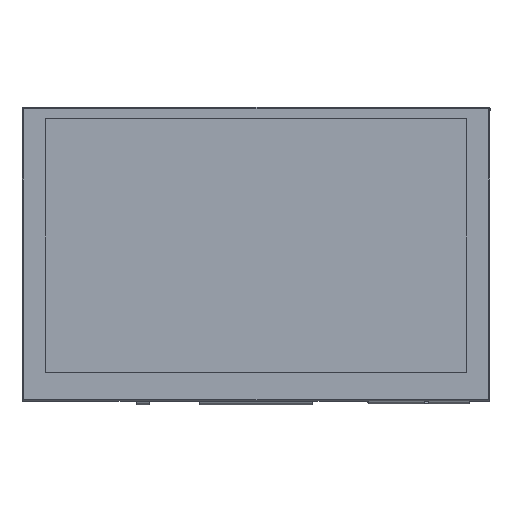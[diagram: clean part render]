
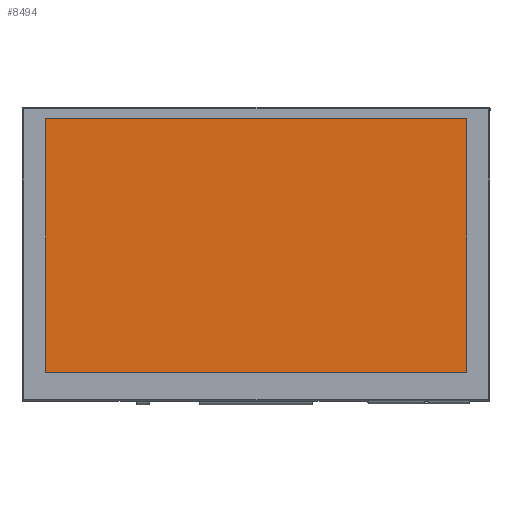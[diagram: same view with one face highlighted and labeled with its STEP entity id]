
A CAD part, top view. The second image highlights one B-rep face of the part: STEP entity #8494.
In plain terms, the highlighted planar face has unit normal (0, 0, 1).
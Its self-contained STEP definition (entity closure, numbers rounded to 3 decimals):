
#464=PLANE('',#9225);
#870=FACE_OUTER_BOUND('',#1309,.T.);
#1309=EDGE_LOOP('',(#7281,#7282,#7283,#7284));
#2160=LINE('',#13199,#3237);
#2164=LINE('',#13207,#3241);
#2167=LINE('',#13213,#3244);
#2170=LINE('',#13218,#3247);
#3237=VECTOR('',#10831,10.);
#3241=VECTOR('',#10837,10.);
#3244=VECTOR('',#10842,10.);
#3247=VECTOR('',#10847,10.);
#4246=VERTEX_POINT('',#13197);
#4247=VERTEX_POINT('',#13198);
#4250=VERTEX_POINT('',#13206);
#4252=VERTEX_POINT('',#13212);
#5300=EDGE_CURVE('',#4246,#4247,#2160,.T.);
#5304=EDGE_CURVE('',#4247,#4250,#2164,.T.);
#5307=EDGE_CURVE('',#4250,#4252,#2167,.T.);
#5310=EDGE_CURVE('',#4252,#4246,#2170,.T.);
#7281=ORIENTED_EDGE('',*,*,#5310,.T.);
#7282=ORIENTED_EDGE('',*,*,#5300,.T.);
#7283=ORIENTED_EDGE('',*,*,#5304,.T.);
#7284=ORIENTED_EDGE('',*,*,#5307,.T.);
#8494=ADVANCED_FACE('',(#870),#464,.T.);
#9225=AXIS2_PLACEMENT_3D('',#13220,#10849,#10850);
#10831=DIRECTION('',(1.,0.,0.));
#10837=DIRECTION('',(0.,1.,0.));
#10842=DIRECTION('',(-1.,0.,0.));
#10847=DIRECTION('',(0.,-1.,0.));
#10849=DIRECTION('center_axis',(0.,0.,1.));
#10850=DIRECTION('ref_axis',(1.,0.,0.));
#13197=CARTESIAN_POINT('',(-54.3,-32.7,1.1));
#13198=CARTESIAN_POINT('',(54.3,-32.7,1.1));
#13199=CARTESIAN_POINT('',(-54.3,-32.7,1.1));
#13206=CARTESIAN_POINT('',(54.3,32.7,1.1));
#13207=CARTESIAN_POINT('',(54.3,-32.7,1.1));
#13212=CARTESIAN_POINT('',(-54.3,32.7,1.1));
#13213=CARTESIAN_POINT('',(54.3,32.7,1.1));
#13218=CARTESIAN_POINT('',(-54.3,32.7,1.1));
#13220=CARTESIAN_POINT('Origin',(0.,0.,
1.1));
